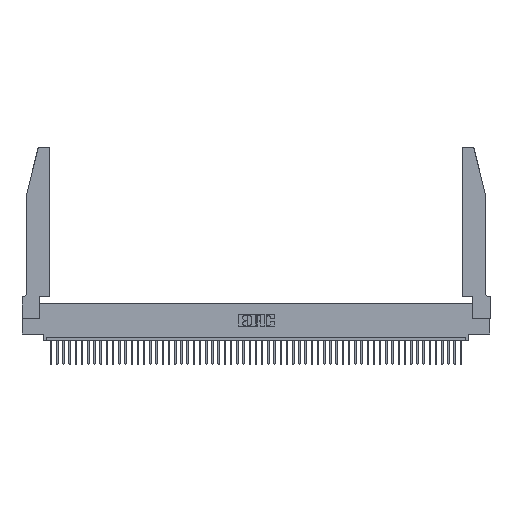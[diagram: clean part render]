
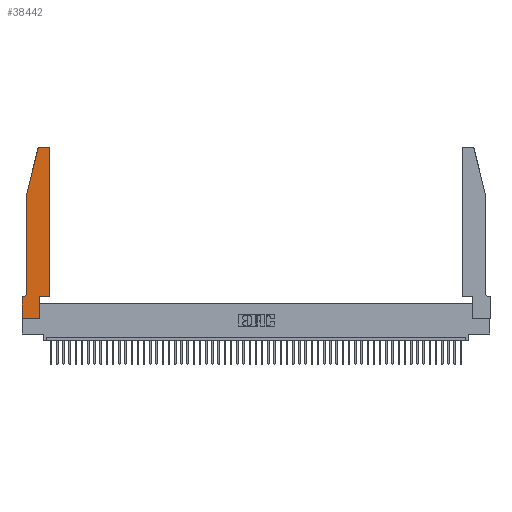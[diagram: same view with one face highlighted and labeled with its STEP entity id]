
A CAD part, top view. The second image highlights one B-rep face of the part: STEP entity #38442.
In plain terms, the highlighted planar face has unit normal (0, 0, 1).
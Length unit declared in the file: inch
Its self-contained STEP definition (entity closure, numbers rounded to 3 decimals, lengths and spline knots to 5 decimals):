
#837 = CARTESIAN_POINT ( 'NONE',  ( 0.0755, 2., 0.37 ) ) ;
#944 = DIRECTION ( 'NONE',  ( 1., 0., 0. ) ) ;
#2218 = EDGE_CURVE ( 'NONE', #8622, #41335, #41080, .T. ) ;
#2273 = CIRCLE ( 'NONE', #22836, 0.03 ) ;
#4802 = ORIENTED_EDGE ( 'NONE', *, *, #18150, .T. ) ;
#5174 = EDGE_LOOP ( 'NONE', ( #34745, #11605, #47427, #29792, #51328, #36313, #4802, #13573, #41485, #35820, #21435, #49368 ) ) ;
#5538 = LINE ( 'NONE', #30250, #16745 ) ;
#5670 = DIRECTION ( 'NONE',  ( 1., 0., 0. ) ) ;
#5840 = CARTESIAN_POINT ( 'NONE',  ( 0.284, 2.75, 0.37 ) ) ;
#6818 = EDGE_CURVE ( 'NONE', #34275, #11977, #34351, .T. ) ;
#7152 = CARTESIAN_POINT ( 'NONE',  ( 0.0755, 2., 0.37 ) ) ;
#8622 = VERTEX_POINT ( 'NONE', #22430 ) ;
#8850 = VECTOR ( 'NONE', #25087, 39.37008 ) ;
#9355 = VERTEX_POINT ( 'NONE', #12204 ) ;
#9580 = LINE ( 'NONE', #44195, #15920 ) ;
#9803 = CARTESIAN_POINT ( 'NONE',  ( 0.0755, 0.35, 0.37 ) ) ;
#9828 = CARTESIAN_POINT ( 'NONE',  ( 0., 0., 0.37 ) ) ;
#10742 = LINE ( 'NONE', #44434, #46532 ) ;
#10768 = CARTESIAN_POINT ( 'NONE',  ( 0.2605, 2.75, 0.37 ) ) ;
#11605 = ORIENTED_EDGE ( 'NONE', *, *, #25921, .T. ) ;
#11977 = VERTEX_POINT ( 'NONE', #47913 ) ;
#12053 = VERTEX_POINT ( 'NONE', #22277 ) ;
#12204 = CARTESIAN_POINT ( 'NONE',  ( 0.4505, 2.72, 0.37 ) ) ;
#13573 = ORIENTED_EDGE ( 'NONE', *, *, #17858, .T. ) ;
#13815 = CARTESIAN_POINT ( 'NONE',  ( 0.2865, 0.35, 0.37 ) ) ;
#15608 = VECTOR ( 'NONE', #21762, 39.37008 ) ;
#15920 = VECTOR ( 'NONE', #46221, 39.37008 ) ;
#16745 = VECTOR ( 'NONE', #5670, 39.37008 ) ;
#17694 = DIRECTION ( 'NONE',  ( 0., 0., 1. ) ) ;
#17858 = EDGE_CURVE ( 'NONE', #25432, #34275, #5538, .T. ) ;
#18150 = EDGE_CURVE ( 'NONE', #41335, #25432, #47650, .T. ) ;
#18973 = LINE ( 'NONE', #837, #8850 ) ;
#19310 = CARTESIAN_POINT ( 'NONE',  ( 0.4205, 2.75, 0.37 ) ) ;
#19555 = CARTESIAN_POINT ( 'NONE',  ( 0.25487, 2.72718, 0.37 ) ) ;
#20079 = DIRECTION ( 'NONE',  ( 0., 1., 0. ) ) ;
#20280 = FACE_OUTER_BOUND ( 'NONE', #5174, .T. ) ;
#21092 = EDGE_CURVE ( 'NONE', #34523, #9355, #10742, .T. ) ;
#21435 = ORIENTED_EDGE ( 'NONE', *, *, #21092, .T. ) ;
#21762 = DIRECTION ( 'NONE',  ( 0., -1., 0. ) ) ;
#22277 = CARTESIAN_POINT ( 'NONE',  ( 0.0755, 0.42, 0.37 ) ) ;
#22430 = CARTESIAN_POINT ( 'NONE',  ( 0.0055, 0.35, 0.37 ) ) ;
#22836 = AXIS2_PLACEMENT_3D ( 'NONE', #33522, #17694, #49802 ) ;
#23639 = AXIS2_PLACEMENT_3D ( 'NONE', #33639, #26831, #34320 ) ;
#24935 = DIRECTION ( 'NONE',  ( 0., 0., 1. ) ) ;
#25087 = DIRECTION ( 'NONE',  ( -0.239, -0.971, 0. ) ) ;
#25432 = VERTEX_POINT ( 'NONE', #50740 ) ;
#25523 = VECTOR ( 'NONE', #41894, 39.37008 ) ;
#25921 = EDGE_CURVE ( 'NONE', #35100, #45144, #43480, .T. ) ;
#25983 = CARTESIAN_POINT ( 'NONE',  ( 0.2865, 0., 0.37 ) ) ;
#26831 = DIRECTION ( 'NONE',  ( 0., 0., -1. ) ) ;
#28892 = EDGE_CURVE ( 'NONE', #38340, #35100, #50963, .T. ) ;
#29792 = ORIENTED_EDGE ( 'NONE', *, *, #49092, .T. ) ;
#29858 = CARTESIAN_POINT ( 'NONE',  ( 0.0755, 2., 0.37 ) ) ;
#29956 = CARTESIAN_POINT ( 'NONE',  ( 0., 0.35, 0.37 ) ) ;
#30011 = DIRECTION ( 'NONE',  ( -1., 0., 0. ) ) ;
#30250 = CARTESIAN_POINT ( 'NONE',  ( 0., 0., 0.37 ) ) ;
#30439 = AXIS2_PLACEMENT_3D ( 'NONE', #41157, #49362, #944 ) ;
#31006 = DIRECTION ( 'NONE',  ( 0., -1., 0. ) ) ;
#32445 = AXIS2_PLACEMENT_3D ( 'NONE', #48642, #24935, #33183 ) ;
#33183 = DIRECTION ( 'NONE',  ( 1., 0., 0. ) ) ;
#33358 = VECTOR ( 'NONE', #38854, 39.37008 ) ;
#33522 = CARTESIAN_POINT ( 'NONE',  ( 0.4205, 2.72, 0.37 ) ) ;
#33639 = CARTESIAN_POINT ( 'NONE',  ( 0.0055, 0.42, 0.37 ) ) ;
#34131 = EDGE_CURVE ( 'NONE', #45144, #35319, #18973, .T. ) ;
#34275 = VERTEX_POINT ( 'NONE', #25983 ) ;
#34320 = DIRECTION ( 'NONE',  ( -1., 0., 0. ) ) ;
#34351 = LINE ( 'NONE', #13815, #25523 ) ;
#34523 = VERTEX_POINT ( 'NONE', #45167 ) ;
#34745 = ORIENTED_EDGE ( 'NONE', *, *, #28892, .T. ) ;
#35100 = VERTEX_POINT ( 'NONE', #5840 ) ;
#35319 = VERTEX_POINT ( 'NONE', #29858 ) ;
#35820 = ORIENTED_EDGE ( 'NONE', *, *, #38443, .T. ) ;
#36313 = ORIENTED_EDGE ( 'NONE', *, *, #2218, .T. ) ;
#37798 = VECTOR ( 'NONE', #31006, 39.37008 ) ;
#38150 = CIRCLE ( 'NONE', #23639, 0.07 ) ;
#38340 = VERTEX_POINT ( 'NONE', #19310 ) ;
#38442 = ADVANCED_FACE ( 'NONE', ( #20280 ), #40995, .T. ) ;
#38443 = EDGE_CURVE ( 'NONE', #11977, #34523, #9580, .T. ) ;
#38854 = DIRECTION ( 'NONE',  ( -1., 0., 0. ) ) ;
#40995 = PLANE ( 'NONE',  #30439 ) ;
#41080 = LINE ( 'NONE', #9803, #49810 ) ;
#41157 = CARTESIAN_POINT ( 'NONE',  ( 0., 0.35, 0.37 ) ) ;
#41335 = VERTEX_POINT ( 'NONE', #29956 ) ;
#41485 = ORIENTED_EDGE ( 'NONE', *, *, #6818, .T. ) ;
#41894 = DIRECTION ( 'NONE',  ( 0., 1., 0. ) ) ;
#42734 = EDGE_CURVE ( 'NONE', #9355, #38340, #2273, .T. ) ;
#43480 = CIRCLE ( 'NONE', #32445, 0.03 ) ;
#44175 = LINE ( 'NONE', #7152, #37798 ) ;
#44195 = CARTESIAN_POINT ( 'NONE',  ( 0.4505, 0.35, 0.37 ) ) ;
#44434 = CARTESIAN_POINT ( 'NONE',  ( 0.4505, 0.35, 0.37 ) ) ;
#45144 = VERTEX_POINT ( 'NONE', #19555 ) ;
#45167 = CARTESIAN_POINT ( 'NONE',  ( 0.4505, 0.35, 0.37 ) ) ;
#46123 = EDGE_CURVE ( 'NONE', #12053, #8622, #38150, .T. ) ;
#46221 = DIRECTION ( 'NONE',  ( 1., 0., 0. ) ) ;
#46532 = VECTOR ( 'NONE', #20079, 39.37008 ) ;
#47427 = ORIENTED_EDGE ( 'NONE', *, *, #34131, .T. ) ;
#47650 = LINE ( 'NONE', #9828, #15608 ) ;
#47913 = CARTESIAN_POINT ( 'NONE',  ( 0.2865, 0.35, 0.37 ) ) ;
#48642 = CARTESIAN_POINT ( 'NONE',  ( 0.284, 2.72, 0.37 ) ) ;
#49092 = EDGE_CURVE ( 'NONE', #35319, #12053, #44175, .T. ) ;
#49362 = DIRECTION ( 'NONE',  ( 0., 0., 1. ) ) ;
#49368 = ORIENTED_EDGE ( 'NONE', *, *, #42734, .T. ) ;
#49802 = DIRECTION ( 'NONE',  ( 1., 0., 0. ) ) ;
#49810 = VECTOR ( 'NONE', #30011, 39.37008 ) ;
#50740 = CARTESIAN_POINT ( 'NONE',  ( 0., 0., 0.37 ) ) ;
#50963 = LINE ( 'NONE', #10768, #33358 ) ;
#51328 = ORIENTED_EDGE ( 'NONE', *, *, #46123, .T. ) ;
